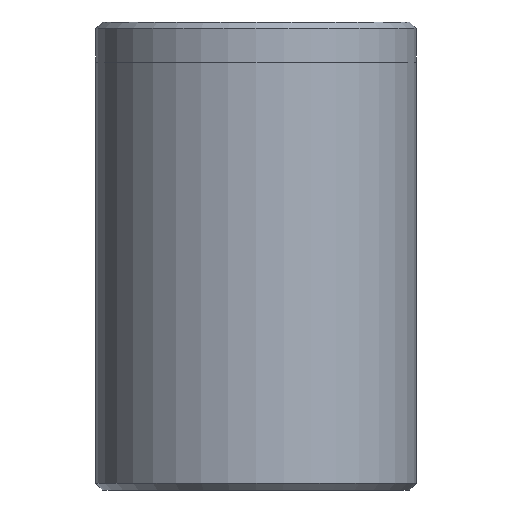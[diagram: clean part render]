
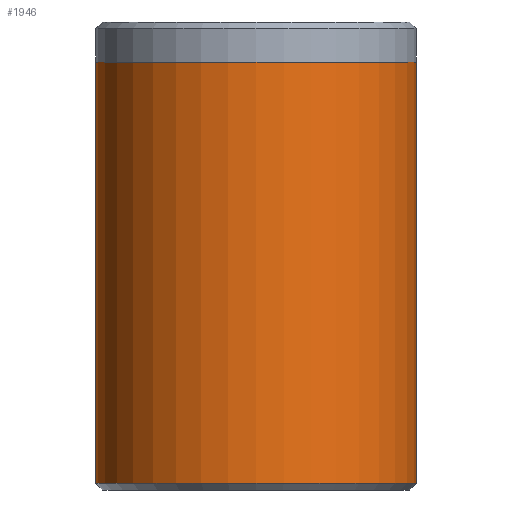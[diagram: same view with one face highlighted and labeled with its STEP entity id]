
A CAD part, front view. The second image highlights one B-rep face of the part: STEP entity #1946.
In plain terms, the highlighted cylindrical face has radius 12 mm (diameter 24 mm), a partial arc.
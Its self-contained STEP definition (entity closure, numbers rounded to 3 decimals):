
#34 = CYLINDRICAL_SURFACE ( 'NONE', #1851, 12. ) ;
#94 = CARTESIAN_POINT ( 'NONE',  ( 12., 0., 32. ) ) ;
#106 = FACE_OUTER_BOUND ( 'NONE', #362, .T. ) ;
#174 = AXIS2_PLACEMENT_3D ( 'NONE', #869, #872, #873 ) ;
#228 = CARTESIAN_POINT ( 'NONE',  ( 12., 0., 0.5 ) ) ;
#355 = VERTEX_POINT ( 'NONE', #1224 ) ;
#362 = EDGE_LOOP ( 'NONE', ( #447, #465, #424, #972 ) ) ;
#424 = ORIENTED_EDGE ( 'NONE', *, *, #1334, .T. ) ;
#447 = ORIENTED_EDGE ( 'NONE', *, *, #1366, .F. ) ;
#465 = ORIENTED_EDGE ( 'NONE', *, *, #2005, .F. ) ;
#553 = CARTESIAN_POINT ( 'NONE',  ( 0., 0., 35. ) ) ;
#570 = VERTEX_POINT ( 'NONE', #1942 ) ;
#631 = DIRECTION ( 'NONE',  ( 0., 0., -1. ) ) ;
#661 = CARTESIAN_POINT ( 'NONE',  ( -12., 0., 35. ) ) ;
#773 = DIRECTION ( 'NONE',  ( -1., 0., 0. ) ) ;
#774 = VERTEX_POINT ( 'NONE', #228 ) ;
#803 = DIRECTION ( 'NONE',  ( 0., 0., -1. ) ) ;
#819 = VECTOR ( 'NONE', #631, 1000. ) ;
#838 = LINE ( 'NONE', #1150, #819 ) ;
#863 = VECTOR ( 'NONE', #803, 1000. ) ;
#869 = CARTESIAN_POINT ( 'NONE',  ( 0., 0., 32. ) ) ;
#870 = CARTESIAN_POINT ( 'NONE',  ( 0., 0., 0.5 ) ) ;
#872 = DIRECTION ( 'NONE',  ( 0., 0., 1. ) ) ;
#873 = DIRECTION ( 'NONE',  ( 1., 0., 0. ) ) ;
#894 = DIRECTION ( 'NONE',  ( 0., 0., -1. ) ) ;
#912 = LINE ( 'NONE', #661, #863 ) ;
#934 = CIRCLE ( 'NONE', #1751, 12. ) ;
#972 = ORIENTED_EDGE ( 'NONE', *, *, #1341, .T. ) ;
#1005 = DIRECTION ( 'NONE',  ( 0., 0., 1. ) ) ;
#1083 = DIRECTION ( 'NONE',  ( 1., 0., 0. ) ) ;
#1150 = CARTESIAN_POINT ( 'NONE',  ( 12., 0., 35. ) ) ;
#1224 = CARTESIAN_POINT ( 'NONE',  ( -12., 0., 0.5 ) ) ;
#1334 = EDGE_CURVE ( 'NONE', #570, #355, #912, .T. ) ;
#1341 = EDGE_CURVE ( 'NONE', #355, #774, #934, .T. ) ;
#1366 = EDGE_CURVE ( 'NONE', #1848, #774, #838, .T. ) ;
#1380 = CIRCLE ( 'NONE', #174, 12. ) ;
#1751 = AXIS2_PLACEMENT_3D ( 'NONE', #870, #1005, #1083 ) ;
#1848 = VERTEX_POINT ( 'NONE', #94 ) ;
#1851 = AXIS2_PLACEMENT_3D ( 'NONE', #553, #894, #773 ) ;
#1942 = CARTESIAN_POINT ( 'NONE',  ( -12., 0., 32. ) ) ;
#1946 = ADVANCED_FACE ( 'NONE', ( #106 ), #34, .T. ) ;
#2005 = EDGE_CURVE ( 'NONE', #570, #1848, #1380, .T. ) ;
